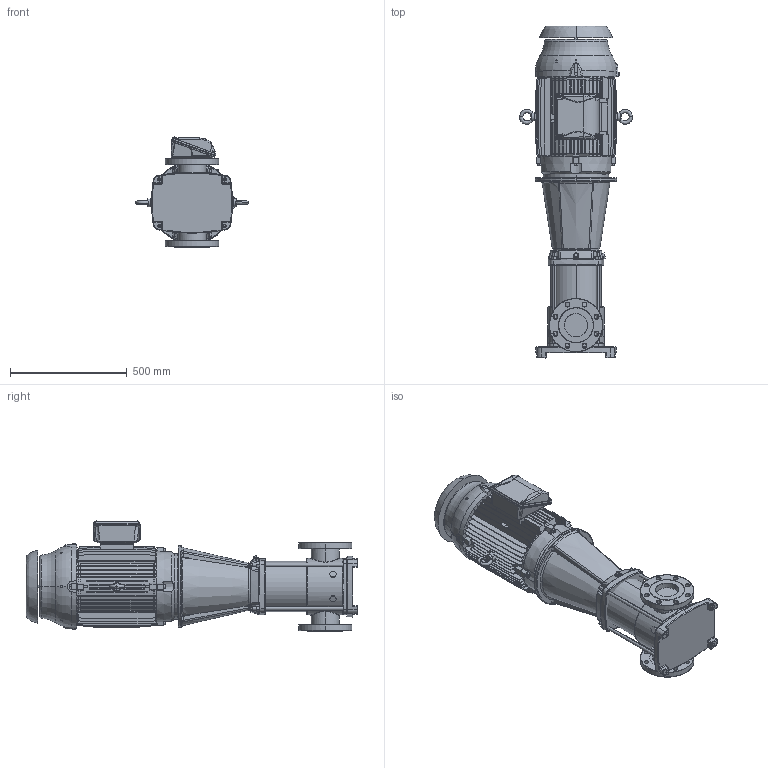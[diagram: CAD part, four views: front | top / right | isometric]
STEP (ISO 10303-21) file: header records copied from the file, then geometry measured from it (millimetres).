
FILE_DESCRIPTION (( 'STEP AP203' ), '1' );
FILE_NAME ('3303147 - MVI-450-2_1-30 HP-286TSC-304-E-230_460~3.step', '2022-03-30T20:13:44', ( '' ), ( '' ), 'SwSTEP 2.0', 'SolidWorks 2021', '' );
FILE_SCHEMA (( 'CONFIG_CONTROL_DESIGN' ));
Length unit declared in the file: inch
Products named in the file (5): SBI(N)90-2-1; MVI PEO - [304-EPDM]_3304147 - MVI-450-2_1-30 HP-286TSC-304-E-S; TEFC MOTOR_2704071 - NEMA V2 30HP 284_6TSC 230_460~3 TEFC; 3303147 - MVI-450-2_1-30 HP-286TSC-304-E-230_460~3; 2704071 - NEMA V2 30HP 284_6TSC 230_460~3 TEFC
Assembly tree (4 placements, depth 3):
  3303147 - MVI-450-2_1-30 HP-286TSC-304-E-230_460~3
    MVI PEO - [304-EPDM]_3304147 - MVI-450-2_1-30 HP-286TSC-304-E-S
      SBI(N)90-2-1
    TEFC MOTOR_2704071 - NEMA V2 30HP 284_6TSC 230_460~3 TEFC
      2704071 - NEMA V2 30HP 284_6TSC 230_460~3 TEFC
Bounding box: 482.98 x 1421.5 x 471.26 mm (x, y, z)
Volume: 91746573.1 mm3; surface area: 3496744.8 mm2
Topology: 8 solids, 21 shells, 2556 faces, 6829 edges, 4411 vertices
Faces by surface type: plane 925, cylinder 822, bspline 456, cone 312, torus 31, sphere 10
Entity records: 120380 total; most frequent: CARTESIAN_POINT 60435, ORIENTED_EDGE 13570, DIRECTION 11056, EDGE_CURVE 6785, VERTEX_POINT 4407, AXIS2_PLACEMENT_3D 4279, EDGE_LOOP 2746, FACE_OUTER_BOUND 2556
